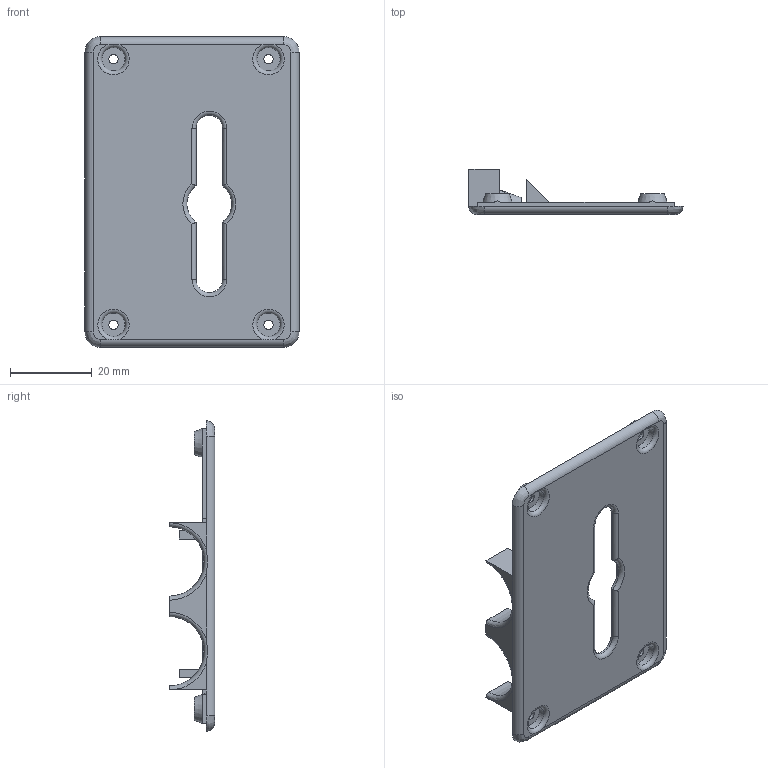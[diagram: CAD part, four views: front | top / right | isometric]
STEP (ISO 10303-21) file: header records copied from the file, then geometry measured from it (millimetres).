
FILE_DESCRIPTION(/* description */ (''),/* implementation_level */ '2;1');
FILE_NAME(/* name */ 'GuitarAMI_module_XXX_TinyPICO_RCWL1601_box_bottom.step',/* time_stamp */ '2020-12-06T11:37:48-05:00',/* author */ (''),/* organization */ (''),/* preprocessor_version */ 'ST-DEVELOPER v18.1',/* originating_system */ 'Autodesk Translation Framework v9.3.0.1241',/* authorisation */ '');
FILE_SCHEMA (('AUTOMOTIVE_DESIGN { 1 0 10303 214 3 1 1 }'));
Length unit declared in the file: millimetre
Products named in the file (1): GuitarAMI_Module 4.0 TinyPico (RCWL1601)
Bounding box: 52.5 x 11.1 x 76.13 mm (x, y, z)
Volume: 8792.5 mm3; surface area: 9200.2 mm2
Topology: 1 solids, 1 shells, 113 faces, 310 edges, 202 vertices
Faces by surface type: plane 69, cylinder 24, torus 10, cone 6, bspline 4
Full cylindrical faces by diameter (mm): 2.3 x4, 5.7 x4
Entity records: 3835 total; most frequent: CARTESIAN_POINT 896, ORIENTED_EDGE 620, DIRECTION 610, EDGE_CURVE 310, AXIS2_PLACEMENT_3D 224, VERTEX_POINT 202, LINE 162, VECTOR 162
